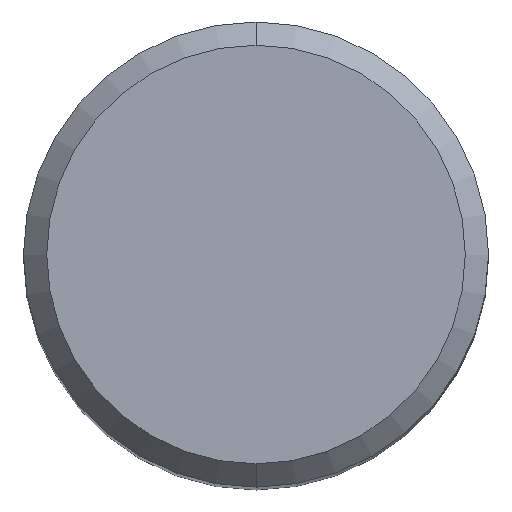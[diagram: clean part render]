
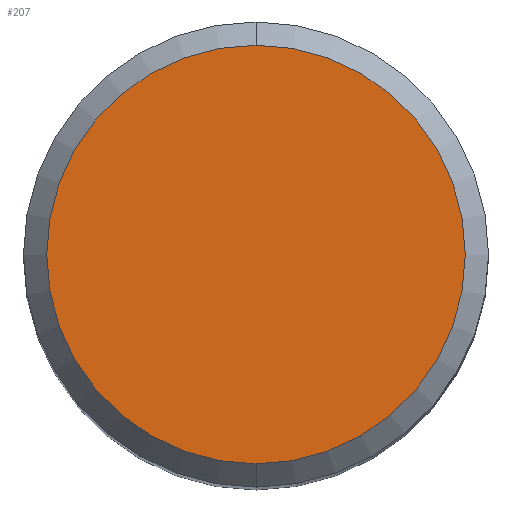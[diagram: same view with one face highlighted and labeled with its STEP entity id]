
A CAD part, top view. The second image highlights one B-rep face of the part: STEP entity #207.
In plain terms, the highlighted planar face has unit normal (0, 0, 1).
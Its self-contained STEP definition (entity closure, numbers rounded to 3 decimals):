
#207=ADVANCED_FACE('',(#502),#503,.T.);
#295=VERTEX_POINT('',#602);
#311=VERTEX_POINT('',#620);
#315=EDGE_CURVE('',#311,#295,#624,.T.);
#407=EDGE_CURVE('',#295,#311,#725,.T.);
#502=FACE_OUTER_BOUND('',#823,.T.);
#503=PLANE('',#824);
#602=CARTESIAN_POINT('',(0.,-5.4,0.0));
#620=CARTESIAN_POINT('',(0.0,5.4,0.0));
#624=CIRCLE('',#1114,5.4);
#725=CIRCLE('',#1376,5.4);
#823=EDGE_LOOP('',(#1497,#1498));
#824=AXIS2_PLACEMENT_3D('',#1499,#1500,#1501);
#1114=AXIS2_PLACEMENT_3D('',#1645,#1646,#1647);
#1376=AXIS2_PLACEMENT_3D('',#1755,#1756,#1757);
#1497=ORIENTED_EDGE('',*,*,#315,.F.);
#1498=ORIENTED_EDGE('',*,*,#407,.F.);
#1499=CARTESIAN_POINT('',(0.0,2.7,0.0));
#1500=DIRECTION('',(-0.0,0.0,1.0));
#1501=DIRECTION('',(0.0,-1.0,0.0));
#1645=CARTESIAN_POINT('',(0.0,0.0,0.0));
#1646=DIRECTION('',(0.0,0.0,-1.0));
#1647=DIRECTION('',(0.0,1.0,0.0));
#1755=CARTESIAN_POINT('',(0.0,0.0,0.0));
#1756=DIRECTION('',(0.0,0.0,-1.0));
#1757=DIRECTION('',(0.0,1.0,0.0));
